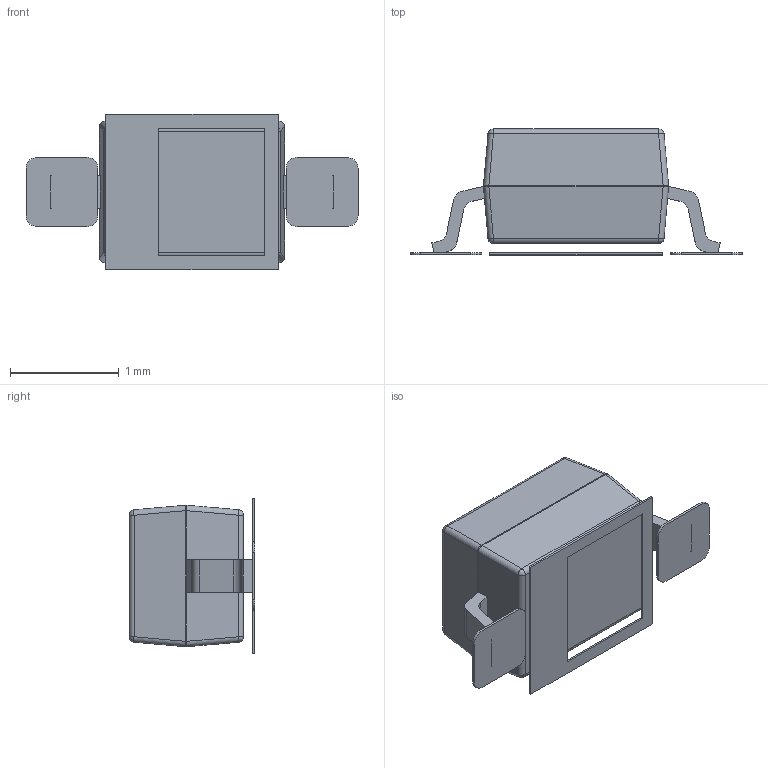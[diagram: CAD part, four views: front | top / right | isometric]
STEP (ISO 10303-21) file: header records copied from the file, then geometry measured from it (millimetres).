
FILE_DESCRIPTION (( 'STEP AP214' ), '1' );
FILE_NAME ('sod323.STEP', '2022-02-05T14:46:23', ( '' ), ( '' ), 'SwSTEP 2.0', 'SolidWorks 2020', '' );
FILE_SCHEMA (( 'AUTOMOTIVE_DESIGN' ));
Length unit declared in the file: millimetre
Products named in the file (1): sod323
Bounding box: 3.05 x 1.16 x 1.43 mm (x, y, z)
Volume: 2.3 mm3; surface area: 15.2 mm2
Topology: 4 solids, 4 shells, 106 faces, 258 edges, 152 vertices
Faces by surface type: plane 56, cylinder 36, sphere 14
Entity records: 3740 total; most frequent: DIRECTION 546, CARTESIAN_POINT 509, ORIENTED_EDGE 500, EDGE_CURVE 250, AXIS2_PLACEMENT_3D 189, VECTOR 168, LINE 168, VERTEX_POINT 152
